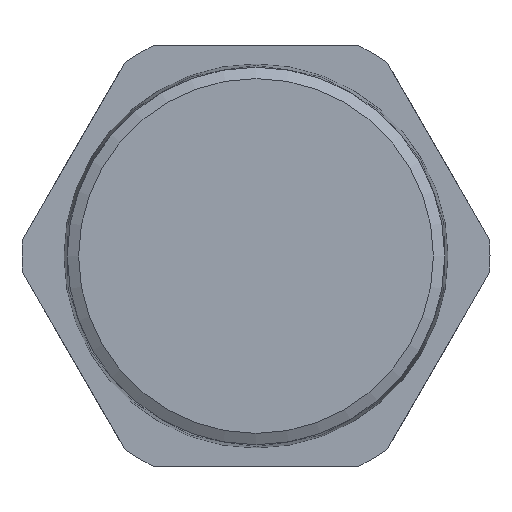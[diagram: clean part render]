
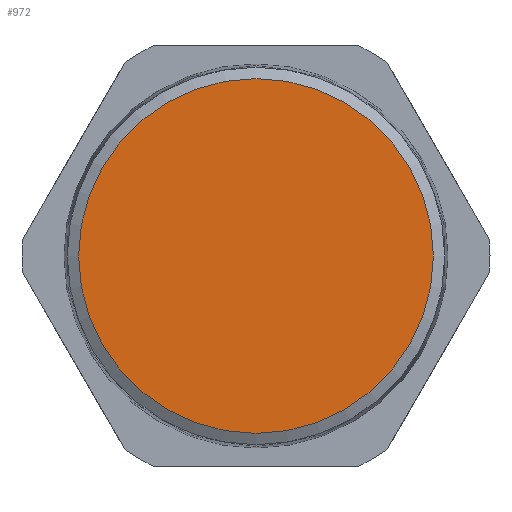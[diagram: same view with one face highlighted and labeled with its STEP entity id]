
A CAD part, front view. The second image highlights one B-rep face of the part: STEP entity #972.
In plain terms, the highlighted planar face has unit normal (0, -1, 0).
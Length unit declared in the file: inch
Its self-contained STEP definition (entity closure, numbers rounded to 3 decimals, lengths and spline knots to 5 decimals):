
#100=PLANE('',#1077);
#164=FACE_OUTER_BOUND('',#218,.T.);
#218=EDGE_LOOP('',(#806,#807));
#359=CIRCLE('',#1078,1.32808);
#360=CIRCLE('',#1079,1.32808);
#449=VERTEX_POINT('',#1851);
#450=VERTEX_POINT('',#1852);
#576=EDGE_CURVE('',#449,#450,#359,.T.);
#577=EDGE_CURVE('',#450,#449,#360,.T.);
#806=ORIENTED_EDGE('',*,*,#576,.F.);
#807=ORIENTED_EDGE('',*,*,#577,.F.);
#972=ADVANCED_FACE('',(#164),#100,.T.);
#1077=AXIS2_PLACEMENT_3D('',#1850,#1272,#1273);
#1078=AXIS2_PLACEMENT_3D('',#1853,#1274,#1275);
#1079=AXIS2_PLACEMENT_3D('',#1854,#1276,#1277);
#1272=DIRECTION('center_axis',(0.,-1.,0.));
#1273=DIRECTION('ref_axis',(0.,0.,-1.));
#1274=DIRECTION('center_axis',(0.,1.,0.));
#1275=DIRECTION('ref_axis',(1.,0.,0.));
#1276=DIRECTION('center_axis',(0.,1.,0.));
#1277=DIRECTION('ref_axis',(1.,0.,0.));
#1850=CARTESIAN_POINT('Origin',(1.29571,0.,0.));
#1851=CARTESIAN_POINT('',(1.32808,0.,0.));
#1852=CARTESIAN_POINT('',(-1.32808,0.,0.));
#1853=CARTESIAN_POINT('Origin',(0.,0.,0.));
#1854=CARTESIAN_POINT('Origin',(0.,0.,0.));
